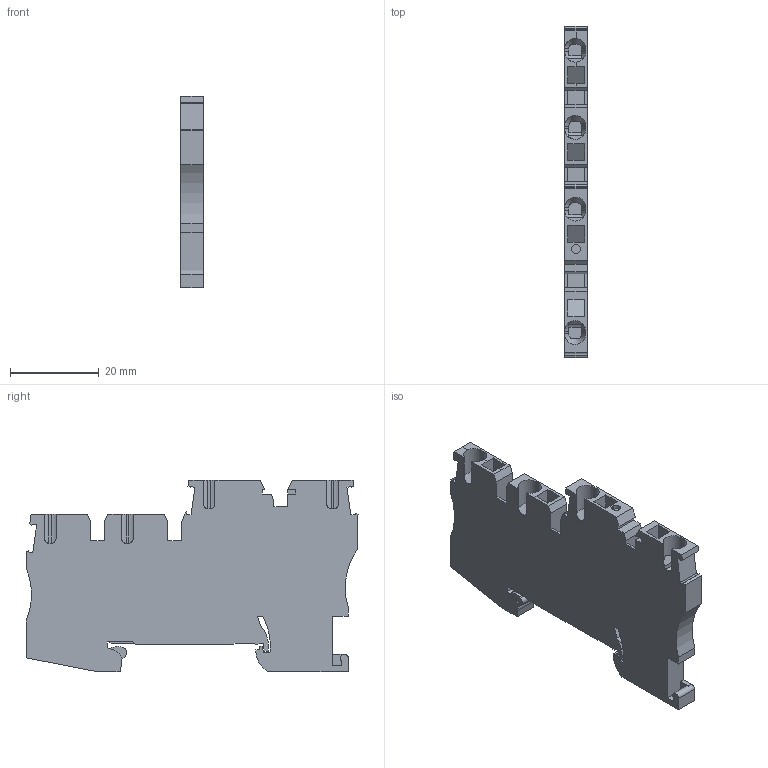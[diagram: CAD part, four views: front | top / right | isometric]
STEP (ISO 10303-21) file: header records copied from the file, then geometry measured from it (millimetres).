
FILE_DESCRIPTION(('Creo Elements/Direct Modeling STEP Export'),'2;1');
FILE_NAME('model.stp','2018-03-06T13:35:21',(''),(''),'Creo Elements/Direct Modeling STEP processor for AP214 (Solid Model)','Creo Elements/Direct Modeling 18.1I 14-Aug-2016 (C) Parametric Technology GmbH','');
FILE_SCHEMA(('AUTOMOTIVE_DESIGN { 1 0 10303 214 1 1 1 1 }'));
Length unit declared in the file: millimetre
Products named in the file (2): STIO_2.5_3-PE_B_L-LA24GN_O-M-SELECT
Assembly tree (1 placements, depth 2):
  STIO_2.5_3-PE_B_L-LA24GN_O-M-SELECT
    STIO_2.5_3-PE_B_L-LA24GN_O-M-SELECT
Bounding box: 5.15 x 74.89 x 43.3 mm (x, y, z)
Volume: 11261.6 mm3; surface area: 8344.7 mm2
Topology: 1 solids, 1 shells, 240 faces, 678 edges, 444 vertices
Faces by surface type: plane 191, cylinder 37, cone 12
Entity records: 11693 total; most frequent: CARTESIAN_POINT 3549, ORIENTED_EDGE 1356, DIRECTION 1164, EDGE_CURVE 678, VECTOR 542, LINE 542, VERTEX_POINT 444, AXIS2_PLACEMENT_3D 311
